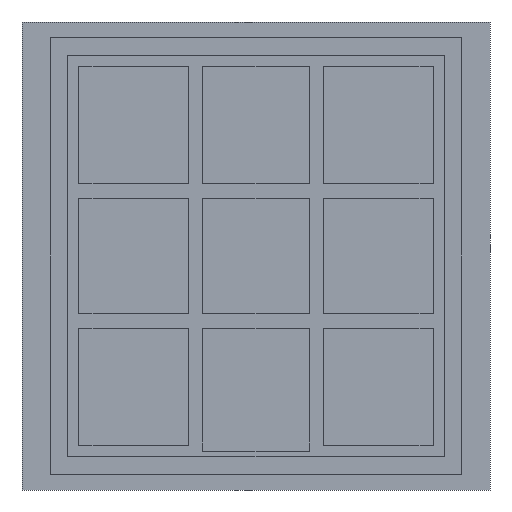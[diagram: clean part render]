
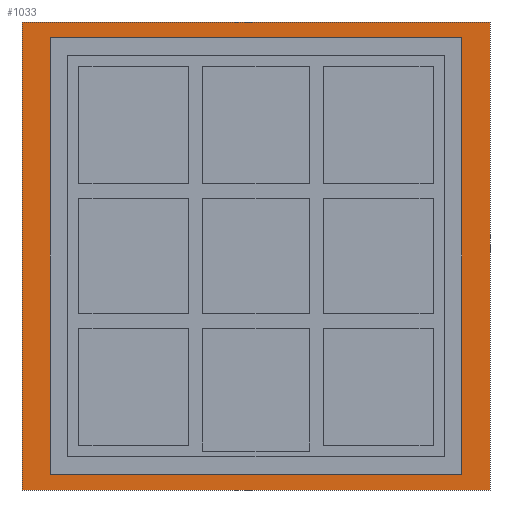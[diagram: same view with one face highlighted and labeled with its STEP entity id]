
A CAD part, front view. The second image highlights one B-rep face of the part: STEP entity #1033.
In plain terms, the highlighted planar face has unit normal (0, -1, 0).
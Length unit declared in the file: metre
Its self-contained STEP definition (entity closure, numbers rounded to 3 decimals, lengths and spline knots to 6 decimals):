
#12=ORIENTED_EDGE('',*,*,#300,.F.);
#13=ORIENTED_EDGE('',*,*,#301,.T.);
#14=ORIENTED_EDGE('',*,*,#302,.T.);
#15=ORIENTED_EDGE('',*,*,#303,.F.);
#16=ORIENTED_EDGE('',*,*,#304,.F.);
#17=ORIENTED_EDGE('',*,*,#305,.T.);
#18=ORIENTED_EDGE('',*,*,#306,.T.);
#19=ORIENTED_EDGE('',*,*,#307,.F.);
#300=EDGE_CURVE('',#444,#445,#540,.T.);
#301=EDGE_CURVE('',#444,#446,#541,.T.);
#302=EDGE_CURVE('',#446,#447,#542,.T.);
#303=EDGE_CURVE('',#445,#447,#543,.T.);
#304=EDGE_CURVE('',#448,#449,#544,.T.);
#305=EDGE_CURVE('',#448,#450,#545,.T.);
#306=EDGE_CURVE('',#450,#451,#546,.T.);
#307=EDGE_CURVE('',#449,#451,#547,.T.);
#444=VERTEX_POINT('',#1439);
#445=VERTEX_POINT('',#1440);
#446=VERTEX_POINT('',#1442);
#447=VERTEX_POINT('',#1444);
#448=VERTEX_POINT('',#1447);
#449=VERTEX_POINT('',#1448);
#450=VERTEX_POINT('',#1450);
#451=VERTEX_POINT('',#1452);
#540=LINE('',#1438,#684);
#541=LINE('',#1441,#685);
#542=LINE('',#1443,#686);
#543=LINE('',#1445,#687);
#544=LINE('',#1446,#688);
#545=LINE('',#1449,#689);
#546=LINE('',#1451,#690);
#547=LINE('',#1453,#691);
#684=VECTOR('',#1172,1.);
#685=VECTOR('',#1173,1.);
#686=VECTOR('',#1174,1.);
#687=VECTOR('',#1175,1.);
#688=VECTOR('',#1176,1.);
#689=VECTOR('',#1177,1.);
#690=VECTOR('',#1178,1.);
#691=VECTOR('',#1179,1.);
#828=EDGE_LOOP('',(#12,#13,#14,#15));
#829=EDGE_LOOP('',(#16,#17,#18,#19));
#900=FACE_BOUND('',#828,.T.);
#901=FACE_BOUND('',#829,.T.);
#972=PLANE('',#1107);
#1033=ADVANCED_FACE('',(#900,#901),#972,.T.);
#1107=AXIS2_PLACEMENT_3D('',#1437,#1170,#1171);
#1170=DIRECTION('',(0.,-1.,0.));
#1171=DIRECTION('',(1.,0.,0.));
#1172=DIRECTION('',(1.,0.,0.));
#1173=DIRECTION('',(0.,0.,-1.));
#1174=DIRECTION('',(1.,0.,0.));
#1175=DIRECTION('',(0.,0.,-1.));
#1176=DIRECTION('',(0.,0.,-1.));
#1177=DIRECTION('',(1.,0.,0.));
#1178=DIRECTION('',(0.,0.,-1.));
#1179=DIRECTION('',(1.,0.,0.));
#1437=CARTESIAN_POINT('',(0.,-0.005,0.));
#1438=CARTESIAN_POINT('',(0.,-0.005,0.0762));
#1439=CARTESIAN_POINT('',(-0.0762,-0.005,0.0762));
#1440=CARTESIAN_POINT('',(0.0762,-0.005,0.0762));
#1441=CARTESIAN_POINT('',(-0.0762,-0.005,0.));
#1442=CARTESIAN_POINT('',(-0.0762,-0.005,-0.0762));
#1443=CARTESIAN_POINT('',(0.,-0.005,-0.0762));
#1444=CARTESIAN_POINT('',(0.0762,-0.005,-0.0762));
#1445=CARTESIAN_POINT('',(0.0762,-0.005,0.));
#1446=CARTESIAN_POINT('',(-0.067064,-0.005,0.));
#1447=CARTESIAN_POINT('',(-0.067064,-0.005,0.071135));
#1448=CARTESIAN_POINT('',(-0.067064,-0.005,-0.071135));
#1449=CARTESIAN_POINT('',(0.,-0.005,0.071135));
#1450=CARTESIAN_POINT('',(0.067064,-0.005,0.071135));
#1451=CARTESIAN_POINT('',(0.067064,-0.005,0.));
#1452=CARTESIAN_POINT('',(0.067064,-0.005,-0.071135));
#1453=CARTESIAN_POINT('',(0.,-0.005,-0.071135));
